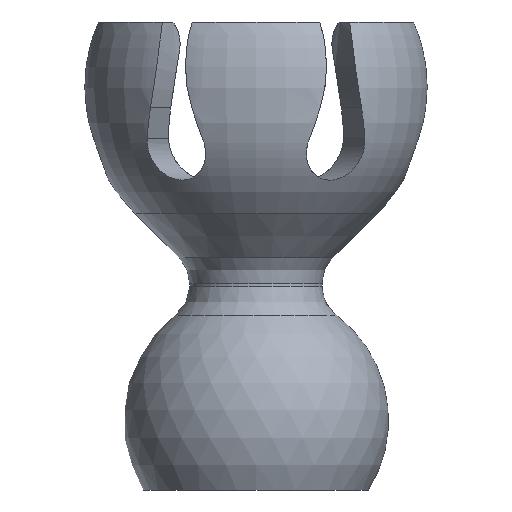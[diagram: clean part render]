
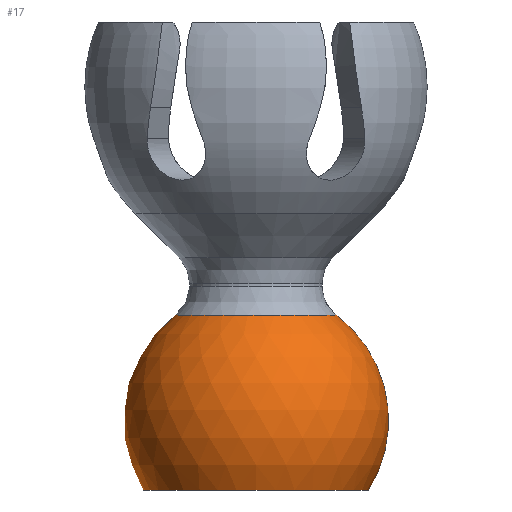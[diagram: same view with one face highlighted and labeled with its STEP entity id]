
A CAD part, front view. The second image highlights one B-rep face of the part: STEP entity #17.
In plain terms, the highlighted spherical face has radius 8 mm.
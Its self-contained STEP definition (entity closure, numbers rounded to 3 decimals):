
#17 = ADVANCED_FACE('',(#18),#56,.T.);
#18 = FACE_BOUND('',#19,.F.);
#19 = EDGE_LOOP('',(#20,#31,#38,#39));
#20 = ORIENTED_EDGE('',*,*,#21,.F.);
#21 = EDGE_CURVE('',#22,#24,#26,.T.);
#22 = VERTEX_POINT('',#23);
#23 = CARTESIAN_POINT('',(6.809,0.,-24.2));
#24 = VERTEX_POINT('',#25);
#25 = CARTESIAN_POINT('',(4.863,0.,
    -13.648));
#26 = CIRCLE('',#27,8.);
#27 = AXIS2_PLACEMENT_3D('',#28,#29,#30);
#28 = CARTESIAN_POINT('',(0.,0.,-20.));
#29 = DIRECTION('',(0.,-1.,0.));
#30 = DIRECTION('',(1.,0.,0.));
#31 = ORIENTED_EDGE('',*,*,#32,.T.);
#32 = EDGE_CURVE('',#22,#22,#33,.T.);
#33 = CIRCLE('',#34,6.809);
#34 = AXIS2_PLACEMENT_3D('',#35,#36,#37);
#35 = CARTESIAN_POINT('',(0.,0.,-24.2));
#36 = DIRECTION('',(0.,0.,-1.));
#37 = DIRECTION('',(1.,0.,0.));
#38 = ORIENTED_EDGE('',*,*,#21,.T.);
#39 = ORIENTED_EDGE('',*,*,#40,.F.);
#40 = EDGE_CURVE('',#24,#24,#41,.T.);
#41 = ( BOUNDED_CURVE() B_SPLINE_CURVE(13,(#42,#43,#44,#45,#46,#47,#48,
    #49,#50,#51,#52,#53,#54,#55),.UNSPECIFIED.,.T.,.F.) 
B_SPLINE_CURVE_WITH_KNOTS((14,14),(0.,25.133),
.PIECEWISE_BEZIER_KNOTS.) CURVE() GEOMETRIC_REPRESENTATION_ITEM() 
RATIONAL_B_SPLINE_CURVE((1.,1.,1.,1.,
    1.,1.,1.,1.,
    1.,1.,1.,1.,1.,1.)) 
REPRESENTATION_ITEM('') );
#42 = CARTESIAN_POINT('',(4.863,0.,
    -13.648));
#43 = CARTESIAN_POINT('',(4.863,-2.316,-13.648
    ));
#44 = CARTESIAN_POINT('',(3.666,-4.686,-13.648
    ));
#45 = CARTESIAN_POINT('',(1.202,-6.38,-13.648
    ));
#46 = CARTESIAN_POINT('',(-2.188,-6.641,
    -13.648));
#47 = CARTESIAN_POINT('',(-5.117,-4.835,
    -13.648));
#48 = CARTESIAN_POINT('',(-7.265,-2.198,
    -13.648));
#49 = CARTESIAN_POINT('',(-7.265,2.198,-13.648
    ));
#50 = CARTESIAN_POINT('',(-5.117,4.835,-13.648
    ));
#51 = CARTESIAN_POINT('',(-2.188,6.641,-13.648
    ));
#52 = CARTESIAN_POINT('',(1.202,6.38,-13.648)
  );
#53 = CARTESIAN_POINT('',(3.666,4.686,-13.648)
  );
#54 = CARTESIAN_POINT('',(4.863,2.316,-13.648)
  );
#55 = CARTESIAN_POINT('',(4.863,0.,
    -13.648));
#56 = SPHERICAL_SURFACE('',#57,8.);
#57 = AXIS2_PLACEMENT_3D('',#58,#59,#60);
#58 = CARTESIAN_POINT('',(0.,0.,-20.));
#59 = DIRECTION('',(0.,0.,1.));
#60 = DIRECTION('',(1.,0.,0.));
